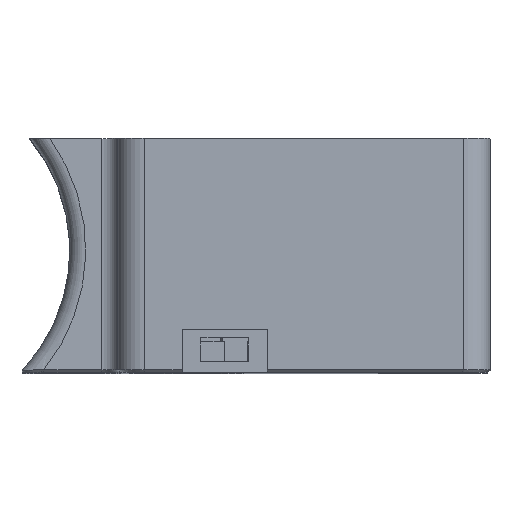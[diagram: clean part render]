
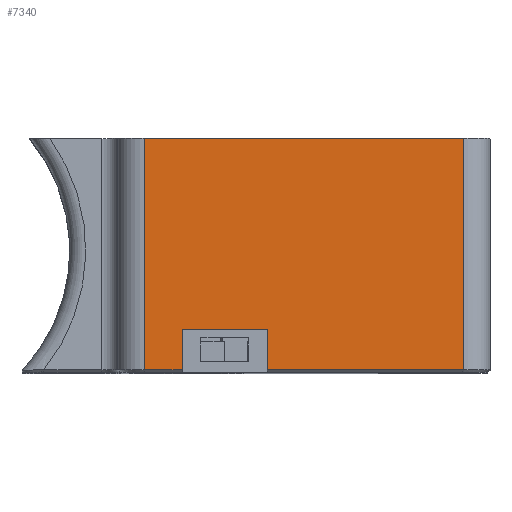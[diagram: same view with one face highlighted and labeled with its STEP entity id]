
A CAD part, top view. The second image highlights one B-rep face of the part: STEP entity #7340.
In plain terms, the highlighted planar face has unit normal (0, 0, 1).
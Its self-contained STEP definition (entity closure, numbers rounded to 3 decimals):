
#560=FACE_OUTER_BOUND('',#971,.T.);
#971=EDGE_LOOP('',(#5394,#5395,#5396,#5397,#5398,#5399,#5400,#5401));
#1576=LINE('',#11178,#2429);
#1621=LINE('',#11270,#2474);
#1623=LINE('',#11274,#2476);
#1624=LINE('',#11276,#2477);
#1625=LINE('',#11277,#2478);
#1626=LINE('',#11279,#2479);
#1627=LINE('',#11281,#2480);
#1628=LINE('',#11282,#2481);
#2429=VECTOR('',#8928,10.);
#2474=VECTOR('',#9003,10.);
#2476=VECTOR('',#9007,10.);
#2477=VECTOR('',#9008,10.);
#2478=VECTOR('',#9009,10.);
#2479=VECTOR('',#9010,10.);
#2480=VECTOR('',#9011,10.);
#2481=VECTOR('',#9012,10.);
#3291=VERTEX_POINT('',#11175);
#3292=VERTEX_POINT('',#11177);
#3323=VERTEX_POINT('',#11267);
#3324=VERTEX_POINT('',#11269);
#3325=VERTEX_POINT('',#11273);
#3326=VERTEX_POINT('',#11275);
#3327=VERTEX_POINT('',#11278);
#3328=VERTEX_POINT('',#11280);
#4090=EDGE_CURVE('',#3291,#3292,#1576,.T.);
#4136=EDGE_CURVE('',#3324,#3323,#1621,.T.);
#4138=EDGE_CURVE('',#3292,#3325,#1623,.T.);
#4139=EDGE_CURVE('',#3326,#3291,#1624,.T.);
#4140=EDGE_CURVE('',#3326,#3324,#1625,.T.);
#4141=EDGE_CURVE('',#3323,#3327,#1626,.T.);
#4142=EDGE_CURVE('',#3328,#3327,#1627,.T.);
#4143=EDGE_CURVE('',#3325,#3328,#1628,.T.);
#5394=ORIENTED_EDGE('',*,*,#4138,.F.);
#5395=ORIENTED_EDGE('',*,*,#4090,.F.);
#5396=ORIENTED_EDGE('',*,*,#4139,.F.);
#5397=ORIENTED_EDGE('',*,*,#4140,.T.);
#5398=ORIENTED_EDGE('',*,*,#4136,.T.);
#5399=ORIENTED_EDGE('',*,*,#4141,.T.);
#5400=ORIENTED_EDGE('',*,*,#4142,.F.);
#5401=ORIENTED_EDGE('',*,*,#4143,.F.);
#7008=PLANE('',#7850);
#7340=ADVANCED_FACE('',(#560),#7008,.T.);
#7850=AXIS2_PLACEMENT_3D('',#11272,#9005,#9006);
#8928=DIRECTION('',(0.,1.,0.));
#9003=DIRECTION('',(1.,0.,0.));
#9005=DIRECTION('center_axis',(0.,0.,1.));
#9006=DIRECTION('ref_axis',(-1.,0.,0.));
#9007=DIRECTION('',(1.,0.,0.));
#9008=DIRECTION('',(-1.,0.,0.));
#9009=DIRECTION('',(0.,1.,0.));
#9010=DIRECTION('',(0.,-1.,0.));
#9011=DIRECTION('',(-1.,0.,0.));
#9012=DIRECTION('',(0.,-1.,0.));
#11175=CARTESIAN_POINT('',(5.,-1.5,127.5));
#11177=CARTESIAN_POINT('',(5.,42.,127.5));
#11178=CARTESIAN_POINT('',(5.,0.,127.5));
#11267=CARTESIAN_POINT('',(28.141,6.147,127.5));
#11269=CARTESIAN_POINT('',(12.141,6.147,127.5));
#11270=CARTESIAN_POINT('',(27.32,6.147,127.5));
#11272=CARTESIAN_POINT('Origin',(42.5,0.,127.5));
#11273=CARTESIAN_POINT('',(65.,42.,127.5));
#11274=CARTESIAN_POINT('',(42.5,42.,127.5));
#11275=CARTESIAN_POINT('',(12.141,-1.5,127.5));
#11276=CARTESIAN_POINT('',(38.75,-1.5,127.5));
#11277=CARTESIAN_POINT('',(12.141,-1.027,127.5));
#11278=CARTESIAN_POINT('',(28.141,-1.5,127.5));
#11279=CARTESIAN_POINT('',(28.141,3.073,127.5));
#11280=CARTESIAN_POINT('',(65.,-1.5,127.5));
#11281=CARTESIAN_POINT('',(38.75,-1.5,127.5));
#11282=CARTESIAN_POINT('',(65.,0.,127.5));
